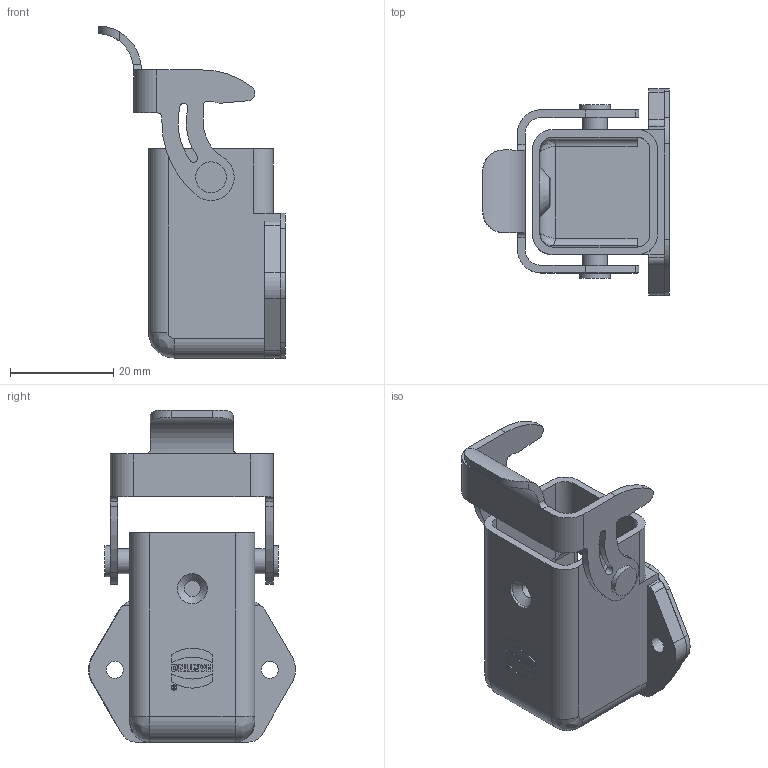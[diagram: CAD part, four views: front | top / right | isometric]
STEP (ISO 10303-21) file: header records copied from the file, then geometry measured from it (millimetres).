
FILE_DESCRIPTION(/* description */ (''),/* implementation_level */ '2;1');
FILE_NAME(/* name */ '100094832ugm000_e.stp',/* time_stamp */ '2019-10-31T13:57:14+01:00',/* author */ (''),/* organization */ (''),/* preprocessor_version */ 'ST-DEVELOPER v16.7',/* originating_system */ 'SIEMENS PLM Software NX 12.0',/* authorisation */ '');
FILE_SCHEMA (('AUTOMOTIVE_DESIGN { 1 0 10303 214 3 1 1 1 }'));
Length unit declared in the file: millimetre
Products named in the file (1): 100094832ugm000_e
Bounding box: 36.16 x 40.1 x 64.29 mm (x, y, z)
Volume: 10245.4 mm3; surface area: 10598.6 mm2
Topology: 2 solids, 2 shells, 272 faces, 714 edges, 465 vertices
Faces by surface type: plane 169, cylinder 92, bspline 4, torus 3, cone 2, extrusion 2
Full cylindrical faces by diameter (mm): 0.88 x1, 1.04 x1, 3.05 x1, 3.3 x2, 3.5 x2, 4.8 x2, 5 x2, 5.8 x1, 6 x2
Entity records: 10685 total; most frequent: CARTESIAN_POINT 2028, DIRECTION 1376, ORIENTED_EDGE 1372, EDGE_CURVE 686, VECTOR 480, LINE 478, VERTEX_POINT 456, AXIS2_PLACEMENT_3D 448
